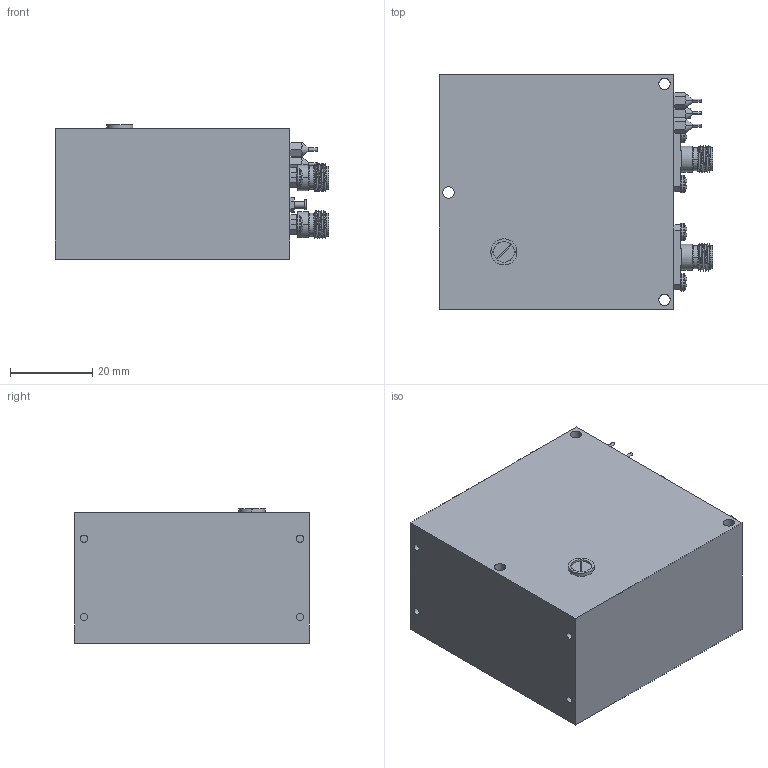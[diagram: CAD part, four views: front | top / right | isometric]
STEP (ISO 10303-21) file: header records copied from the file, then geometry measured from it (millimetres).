
FILE_DESCRIPTION (( 'STEP AP214' ), '1' );
FILE_NAME ('SOP-39301110-KF-E1, CTRLD.STEP', '2019-04-10T23:27:06', ( '' ), ( '' ), 'SwSTEP 2.0', 'SolidWorks 2016', '' );
FILE_SCHEMA (( 'AUTOMOTIVE_DESIGN' ));
Length unit declared in the file: inch
Products named in the file (1): SOP-39301110-KF-E1, CTRLD
Bounding box: 66.6 x 57.15 x 32.65 mm (x, y, z)
Volume: 104312 mm3; surface area: 17565.2 mm2
Topology: 16 solids, 16 shells, 857 faces, 2331 edges, 1533 vertices
Faces by surface type: cylinder 462, plane 234, cone 90, bspline 71
Entity records: 37722 total; most frequent: CARTESIAN_POINT 18176, ORIENTED_EDGE 4658, DIRECTION 3436, EDGE_CURVE 2329, VERTEX_POINT 1533, AXIS2_PLACEMENT_3D 1287, EDGE_LOOP 912, LINE 862
